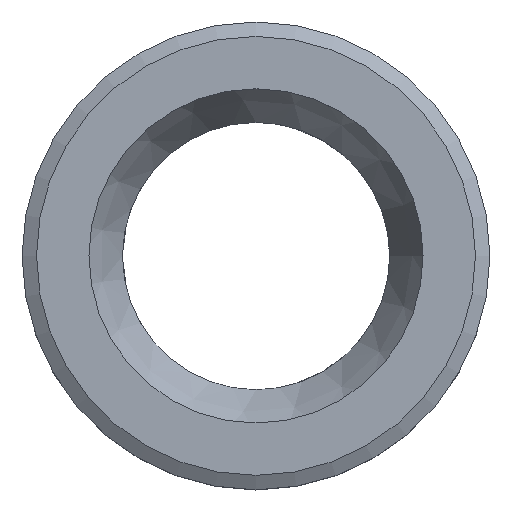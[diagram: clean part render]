
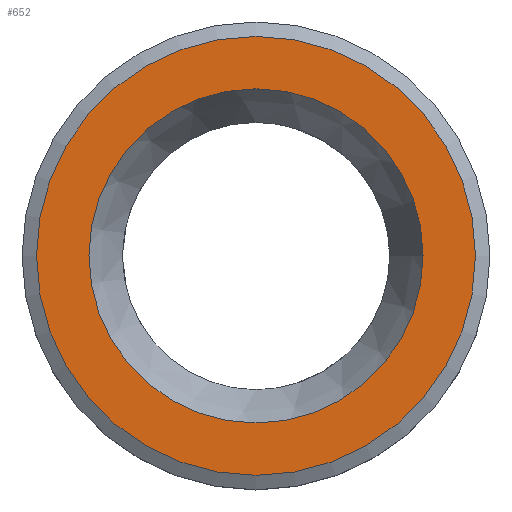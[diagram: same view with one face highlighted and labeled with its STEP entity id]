
A CAD part, top view. The second image highlights one B-rep face of the part: STEP entity #652.
In plain terms, the highlighted planar face has unit normal (0, 0, 1).
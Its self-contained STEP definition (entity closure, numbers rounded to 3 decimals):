
#61=PLANE('',#724);
#101=CIRCLE('',#719,13.134);
#103=CIRCLE('',#722,10.);
#187=ORIENTED_EDGE('',*,*,#286,.T.);
#188=ORIENTED_EDGE('',*,*,#284,.F.);
#284=EDGE_CURVE('',#335,#335,#101,.T.);
#286=EDGE_CURVE('',#337,#337,#103,.T.);
#335=VERTEX_POINT('',#1014);
#337=VERTEX_POINT('',#1019);
#379=EDGE_LOOP('',(#187));
#380=EDGE_LOOP('',(#188));
#417=FACE_BOUND('',#379,.T.);
#418=FACE_BOUND('',#380,.T.);
#652=ADVANCED_FACE('',(#417,#418),#61,.F.);
#719=AXIS2_PLACEMENT_3D('',#1013,#855,#856);
#722=AXIS2_PLACEMENT_3D('',#1018,#861,#862);
#724=AXIS2_PLACEMENT_3D('',#1021,#865,#866);
#855=DIRECTION('',(0.,0.,-1.));
#856=DIRECTION('',(-1.,0.,0.));
#861=DIRECTION('',(0.,0.,-1.));
#862=DIRECTION('',(0.,-1.,0.));
#865=DIRECTION('',(0.,0.,-1.));
#866=DIRECTION('',(-1.,0.,0.));
#1013=CARTESIAN_POINT('',(0.,0.,8.75));
#1014=CARTESIAN_POINT('',(-13.134,0.,8.75));
#1018=CARTESIAN_POINT('',(0.,0.,8.75));
#1019=CARTESIAN_POINT('',(0.,-10.,8.75));
#1021=CARTESIAN_POINT('',(14.,0.,8.75));
